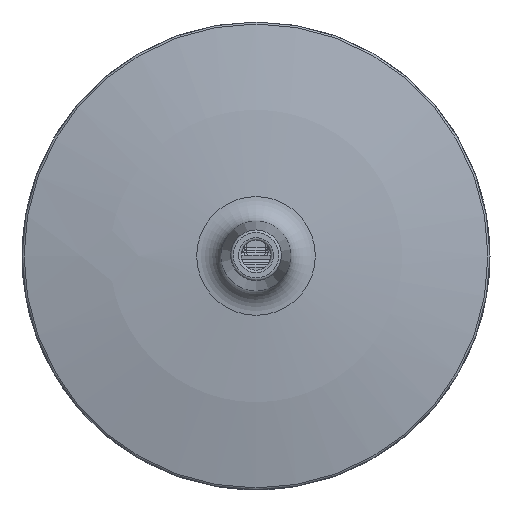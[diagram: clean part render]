
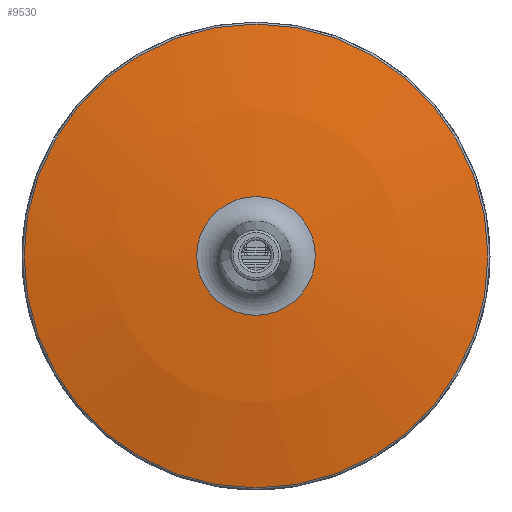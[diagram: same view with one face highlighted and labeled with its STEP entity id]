
A CAD part, top view. The second image highlights one B-rep face of the part: STEP entity #9530.
In plain terms, the highlighted spherical face has radius 205 mm.
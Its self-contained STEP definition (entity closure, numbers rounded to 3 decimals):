
#40=SPHERICAL_SURFACE('',#10587,205.);
#2237=FACE_OUTER_BOUND('',#2836,.T.);
#2836=EDGE_LOOP('',(#8704,#8705,#8706,#8707));
#3441=CIRCLE('',#10585,11.416);
#3443=CIRCLE('',#10588,205.);
#3444=CIRCLE('',#10589,44.609);
#4335=VERTEX_POINT('',#23239);
#4336=VERTEX_POINT('',#23243);
#5802=EDGE_CURVE('',#4335,#4335,#3441,.T.);
#5804=EDGE_CURVE('',#4335,#4336,#3443,.T.);
#5805=EDGE_CURVE('',#4336,#4336,#3444,.T.);
#8704=ORIENTED_EDGE('',*,*,#5802,.F.);
#8705=ORIENTED_EDGE('',*,*,#5804,.T.);
#8706=ORIENTED_EDGE('',*,*,#5805,.F.);
#8707=ORIENTED_EDGE('',*,*,#5804,.F.);
#9530=ADVANCED_FACE('',(#2237),#40,.T.);
#10585=AXIS2_PLACEMENT_3D('',#23240,#12935,#12936);
#10587=AXIS2_PLACEMENT_3D('',#23242,#12939,#12940);
#10588=AXIS2_PLACEMENT_3D('',#23244,#12941,#12942);
#10589=AXIS2_PLACEMENT_3D('',#23245,#12943,#12944);
#12935=DIRECTION('center_axis',(0.,0.,
1.));
#12936=DIRECTION('ref_axis',(0.,1.,0.));
#12939=DIRECTION('center_axis',(0.,0.,
1.));
#12940=DIRECTION('ref_axis',(1.,0.,0.));
#12941=DIRECTION('center_axis',(0.,-1.,0.));
#12942=DIRECTION('ref_axis',(-1.,0.,0.));
#12943=DIRECTION('center_axis',(0.,0.,
-1.));
#12944=DIRECTION('ref_axis',(0.,1.,0.));
#23239=CARTESIAN_POINT('',(-11.416,0.,10.66));
#23240=CARTESIAN_POINT('Origin',(0.,0.,
10.66));
#23242=CARTESIAN_POINT('Origin',(0.,0.,
-194.022));
#23243=CARTESIAN_POINT('',(-44.609,0.,6.066));
#23244=CARTESIAN_POINT('Origin',(0.,0.,
-194.022));
#23245=CARTESIAN_POINT('Origin',(0.,0.,
6.066));
